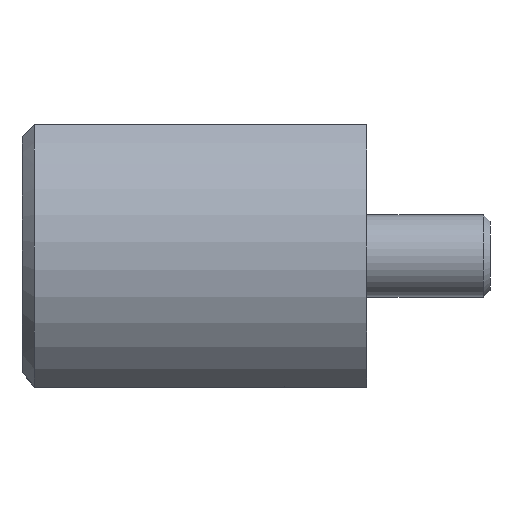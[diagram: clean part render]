
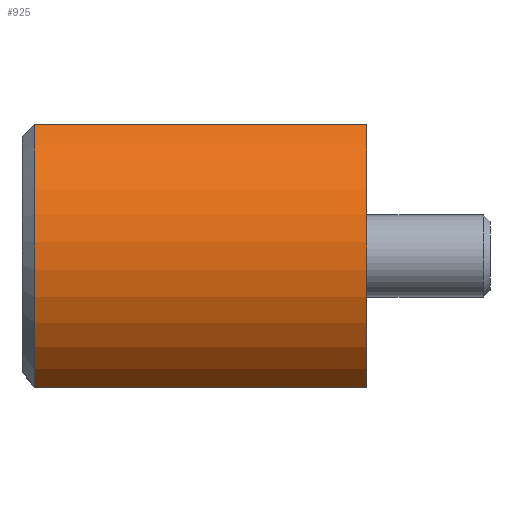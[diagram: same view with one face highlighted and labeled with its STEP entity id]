
A CAD part, top view. The second image highlights one B-rep face of the part: STEP entity #925.
In plain terms, the highlighted cylindrical face has radius 20 mm (diameter 40 mm), a partial arc.
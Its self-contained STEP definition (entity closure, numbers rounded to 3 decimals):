
#390=CARTESIAN_POINT('',(-55.5,16.,12.));
#391=VERTEX_POINT('',#390);
#534=CARTESIAN_POINT('',(-15.,16.,12.));
#535=VERTEX_POINT('',#534);
#536=CARTESIAN_POINT('',(-15.,16.,12.));
#537=DIRECTION('',(-1.0,0.0,0.0));
#538=VECTOR('',#537,40.5);
#539=LINE('',#536,#538);
#540=EDGE_CURVE('',#535,#391,#539,.T.);
#566=CARTESIAN_POINT('',(-55.5,-16.,12.0));
#567=VERTEX_POINT('',#566);
#581=CARTESIAN_POINT('',(-55.5,0.,0.0));
#582=DIRECTION('',(-1.0,0.0,0.0));
#583=DIRECTION('',(0.0,-1.0,0.0));
#584=AXIS2_PLACEMENT_3D('',#581,#582,#583);
#585=CIRCLE('',#584,20.0);
#586=EDGE_CURVE('',#567,#391,#585,.T.);
#615=CARTESIAN_POINT('',(-25.,-16.,12.0));
#616=VERTEX_POINT('',#615);
#623=CARTESIAN_POINT('',(-55.5,-16.,12.0));
#624=DIRECTION('',(1.0,0.0,0.0));
#625=VECTOR('',#624,30.5);
#626=LINE('',#623,#625);
#627=EDGE_CURVE('',#567,#616,#626,.T.);
#777=CARTESIAN_POINT('',(-15.,-16.,12.));
#778=VERTEX_POINT('',#777);
#779=CARTESIAN_POINT('',(-25.,-16.,12.0));
#780=DIRECTION('',(1.0,0.0,0.0));
#781=VECTOR('',#780,10.0);
#782=LINE('',#779,#781);
#783=EDGE_CURVE('',#616,#778,#782,.T.);
#864=CARTESIAN_POINT('',(-15.,0.,0.0));
#865=DIRECTION('',(1.0,0.0,0.0));
#866=DIRECTION('',(0.0,1.0,0.0));
#867=AXIS2_PLACEMENT_3D('',#864,#865,#866);
#868=CIRCLE('',#867,20.0);
#869=EDGE_CURVE('',#535,#778,#868,.T.);
#913=CARTESIAN_POINT('',(-36.,0.,0.0));
#914=DIRECTION('',(1.0,0.0,0.0));
#915=DIRECTION('',(0.0,1.0,0.0));
#916=AXIS2_PLACEMENT_3D('',#913,#914,#915);
#917=CYLINDRICAL_SURFACE('',#916,20.0);
#918=ORIENTED_EDGE('',*,*,#586,.F.);
#919=ORIENTED_EDGE('',*,*,#627,.T.);
#920=ORIENTED_EDGE('',*,*,#783,.T.);
#921=ORIENTED_EDGE('',*,*,#869,.F.);
#922=ORIENTED_EDGE('',*,*,#540,.T.);
#923=EDGE_LOOP('',(#918,#919,#920,#921,#922));
#924=FACE_OUTER_BOUND('',#923,.T.);
#925=ADVANCED_FACE('',(#924),#917,.T.);
